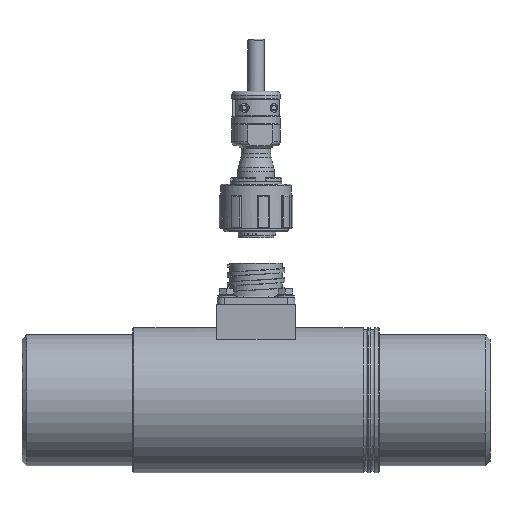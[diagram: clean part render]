
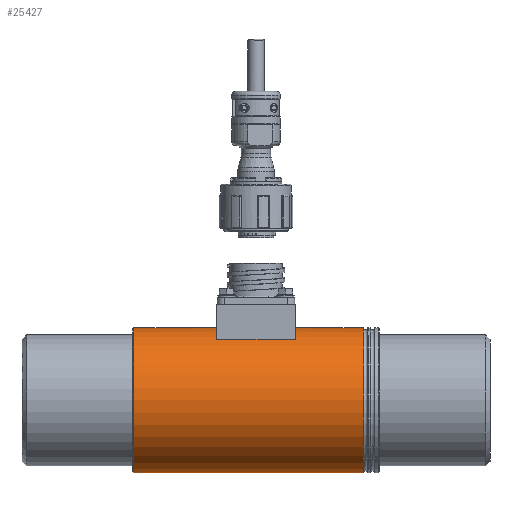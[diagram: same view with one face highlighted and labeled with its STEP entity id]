
A CAD part, front view. The second image highlights one B-rep face of the part: STEP entity #25427.
In plain terms, the highlighted cylindrical face has radius 31.5 mm (diameter 63 mm), a full revolution.
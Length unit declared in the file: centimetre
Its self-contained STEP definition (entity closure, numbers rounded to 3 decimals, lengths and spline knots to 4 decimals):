
#3894=B_SPLINE_CURVE_WITH_KNOTS('',3,(#29558,#29559,#29560,#29561,#29562,
#29563,#29564,#29565,#29566,#29567,#29568,#29569,#29570,#29571,#29572,#29573,
#29574,#29575,#29576,#29577,#29578,#29579,#29580,#29581,#29582,#29583,#29584,
#29585,#29586,#29587,#29588,#29589,#29590,#29591),.UNSPECIFIED.,.T.,.U.,
(4,2,2,2,2,2,2,2,2,2,2,2,2,2,2,2,4),(0.,0.4183,0.8366,
1.2547,1.6728,2.0909,2.5089,2.9273,
3.3456,3.7639,4.1822,4.6003,5.0184,
5.4364,5.8545,6.2728,6.6911),
 .UNSPECIFIED.);
#3895=B_SPLINE_CURVE_WITH_KNOTS('',3,(#29594,#29595,#29596,#29597,#29598,
#29599,#29600,#29601,#29602,#29603,#29604,#29605,#29606,#29607,#29608,#29609,
#29610,#29611,#29612,#29613,#29614,#29615,#29616,#29617,#29618,#29619,#29620,
#29621,#29622,#29623,#29624,#29625,#29626,#29627),.UNSPECIFIED.,.T.,.U.,
(4,2,2,2,2,2,2,2,2,2,2,2,2,2,2,2,4),(0.,0.4183,0.8366,
1.2547,1.6728,2.0909,2.5089,2.9273,
3.3456,3.7639,4.1822,4.6003,5.0184,
5.4364,5.8545,6.2728,6.6911),
 .UNSPECIFIED.);
#6005=CYLINDRICAL_SURFACE('',#27000,3.15);
#7145=VERTEX_POINT('',#29592);
#7146=VERTEX_POINT('',#29593);
#7148=VERTEX_POINT('',#29632);
#7149=VERTEX_POINT('',#29635);
#9636=CIRCLE('',#26999,3.15);
#9637=CIRCLE('',#27001,3.15);
#10711=EDGE_CURVE('',#7145,#7146,#3894,.T.);
#10712=EDGE_CURVE('',#7146,#7145,#3895,.T.);
#10714=EDGE_CURVE('',#7148,#7148,#9636,.T.);
#10715=EDGE_CURVE('',#7149,#7149,#9637,.T.);
#14257=ORIENTED_EDGE('',*,*,#10711,.T.);
#14258=ORIENTED_EDGE('',*,*,#10712,.T.);
#14259=ORIENTED_EDGE('',*,*,#10715,.T.);
#14260=ORIENTED_EDGE('',*,*,#10714,.F.);
#21286=EDGE_LOOP('',(#14257,#14258));
#21287=EDGE_LOOP('',(#14259));
#21288=EDGE_LOOP('',(#14260));
#23369=FACE_BOUND('',#21286,.T.);
#23370=FACE_BOUND('',#21287,.T.);
#23371=FACE_BOUND('',#21288,.T.);
#25427=ADVANCED_FACE('',(#23369,#23370,#23371),#6005,.T.);
#26999=AXIS2_PLACEMENT_3D('',#29631,#42730,#42731);
#27000=AXIS2_PLACEMENT_3D('',#29633,#42732,#42733);
#27001=AXIS2_PLACEMENT_3D('',#29634,#42734,#42735);
#29558=CARTESIAN_POINT('',(4.9,1.1,2.9517));
#29559=CARTESIAN_POINT('',(5.0394,1.1,2.9517));
#29560=CARTESIAN_POINT('',(5.1873,1.0719,2.9626));
#29561=CARTESIAN_POINT('',(5.4579,0.9593,3.001));
#29562=CARTESIAN_POINT('',(5.5808,0.8749,3.0277));
#29563=CARTESIAN_POINT('',(5.7748,0.6808,3.0772));
#29564=CARTESIAN_POINT('',(5.8593,0.5579,3.1032));
#29565=CARTESIAN_POINT('',(5.9719,0.2872,3.1398));
#29566=CARTESIAN_POINT('',(6.,0.1394,3.15));
#29567=CARTESIAN_POINT('',(6.,-0.1394,3.15));
#29568=CARTESIAN_POINT('',(5.9719,-0.2872,3.1398));
#29569=CARTESIAN_POINT('',(5.8593,-0.5579,3.1032));
#29570=CARTESIAN_POINT('',(5.7748,-0.6808,3.0772));
#29571=CARTESIAN_POINT('',(5.5808,-0.8749,3.0277));
#29572=CARTESIAN_POINT('',(5.4579,-0.9593,3.001));
#29573=CARTESIAN_POINT('',(5.1873,-1.0719,2.9626));
#29574=CARTESIAN_POINT('',(5.0394,-1.1,2.9517));
#29575=CARTESIAN_POINT('',(4.7606,-1.1,2.9517));
#29576=CARTESIAN_POINT('',(4.6127,-1.0719,2.9626));
#29577=CARTESIAN_POINT('',(4.3421,-0.9593,3.001));
#29578=CARTESIAN_POINT('',(4.2192,-0.8749,3.0277));
#29579=CARTESIAN_POINT('',(4.0252,-0.6808,3.0772));
#29580=CARTESIAN_POINT('',(3.9407,-0.5579,3.1032));
#29581=CARTESIAN_POINT('',(3.8281,-0.2872,3.1398));
#29582=CARTESIAN_POINT('',(3.8,-0.1394,3.15));
#29583=CARTESIAN_POINT('',(3.8,0.1394,3.15));
#29584=CARTESIAN_POINT('',(3.8281,0.2872,3.1398));
#29585=CARTESIAN_POINT('',(3.9407,0.5579,3.1032));
#29586=CARTESIAN_POINT('',(4.0252,0.6808,3.0772));
#29587=CARTESIAN_POINT('',(4.2192,0.8749,3.0277));
#29588=CARTESIAN_POINT('',(4.3421,0.9593,3.001));
#29589=CARTESIAN_POINT('',(4.6127,1.0719,2.9626));
#29590=CARTESIAN_POINT('',(4.7606,1.1,2.9517));
#29591=CARTESIAN_POINT('',(4.9,1.1,2.9517));
#29592=CARTESIAN_POINT('',(6.,0.,3.15));
#29593=CARTESIAN_POINT('',(3.8,0.,3.15));
#29594=CARTESIAN_POINT('',(4.9,1.1,2.9517));
#29595=CARTESIAN_POINT('',(5.0394,1.1,2.9517));
#29596=CARTESIAN_POINT('',(5.1873,1.0719,2.9626));
#29597=CARTESIAN_POINT('',(5.4579,0.9593,3.001));
#29598=CARTESIAN_POINT('',(5.5808,0.8749,3.0277));
#29599=CARTESIAN_POINT('',(5.7748,0.6808,3.0772));
#29600=CARTESIAN_POINT('',(5.8593,0.5579,3.1032));
#29601=CARTESIAN_POINT('',(5.9719,0.2872,3.1398));
#29602=CARTESIAN_POINT('',(6.,0.1394,3.15));
#29603=CARTESIAN_POINT('',(6.,-0.1394,3.15));
#29604=CARTESIAN_POINT('',(5.9719,-0.2872,3.1398));
#29605=CARTESIAN_POINT('',(5.8593,-0.5579,3.1032));
#29606=CARTESIAN_POINT('',(5.7748,-0.6808,3.0772));
#29607=CARTESIAN_POINT('',(5.5808,-0.8749,3.0277));
#29608=CARTESIAN_POINT('',(5.4579,-0.9593,3.001));
#29609=CARTESIAN_POINT('',(5.1873,-1.0719,2.9626));
#29610=CARTESIAN_POINT('',(5.0394,-1.1,2.9517));
#29611=CARTESIAN_POINT('',(4.7606,-1.1,2.9517));
#29612=CARTESIAN_POINT('',(4.6127,-1.0719,2.9626));
#29613=CARTESIAN_POINT('',(4.3421,-0.9593,3.001));
#29614=CARTESIAN_POINT('',(4.2192,-0.8749,3.0277));
#29615=CARTESIAN_POINT('',(4.0252,-0.6808,3.0772));
#29616=CARTESIAN_POINT('',(3.9407,-0.5579,3.1032));
#29617=CARTESIAN_POINT('',(3.8281,-0.2872,3.1398));
#29618=CARTESIAN_POINT('',(3.8,-0.1394,3.15));
#29619=CARTESIAN_POINT('',(3.8,0.1394,3.15));
#29620=CARTESIAN_POINT('',(3.8281,0.2872,3.1398));
#29621=CARTESIAN_POINT('',(3.9407,0.5579,3.1032));
#29622=CARTESIAN_POINT('',(4.0252,0.6808,3.0772));
#29623=CARTESIAN_POINT('',(4.2192,0.8749,3.0277));
#29624=CARTESIAN_POINT('',(4.3421,0.9593,3.001));
#29625=CARTESIAN_POINT('',(4.6127,1.0719,2.9626));
#29626=CARTESIAN_POINT('',(4.7606,1.1,2.9517));
#29627=CARTESIAN_POINT('',(4.9,1.1,2.9517));
#29631=CARTESIAN_POINT('',(10.2,0.,0.));
#29632=CARTESIAN_POINT('',(10.2,0.,-3.15));
#29633=CARTESIAN_POINT('',(0.,0.,0.));
#29634=CARTESIAN_POINT('',(0.25,0.,0.));
#29635=CARTESIAN_POINT('',(0.25,0.,3.15));
#42730=DIRECTION('',(1.,0.,0.));
#42731=DIRECTION('',(0.,0.,3.15));
#42732=DIRECTION('',(1.,0.,0.));
#42733=DIRECTION('',(0.,0.,-3.15));
#42734=DIRECTION('',(1.,0.,0.));
#42735=DIRECTION('',(0.,0.,-3.15));
